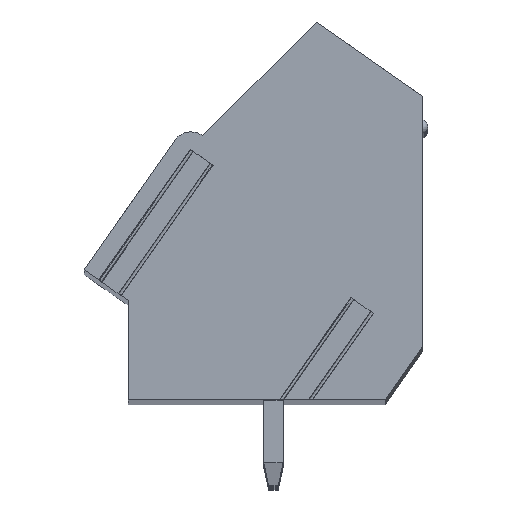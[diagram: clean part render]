
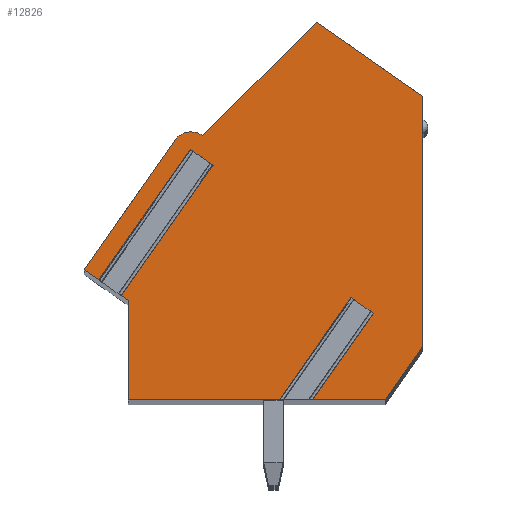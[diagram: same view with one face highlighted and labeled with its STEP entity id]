
A CAD part, top view. The second image highlights one B-rep face of the part: STEP entity #12826.
In plain terms, the highlighted planar face has unit normal (0, 0, 1).
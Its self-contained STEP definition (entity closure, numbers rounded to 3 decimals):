
#14=DIRECTION('',(-0.819,0.574,0.));
#15=VECTOR('',#14,1.085);
#16=CARTESIAN_POINT('',(4.498,-3.239,114.3));
#17=LINE('',#16,#15);
#18=DIRECTION('',(-0.574,-0.819,0.));
#19=VECTOR('',#18,5.115);
#20=CARTESIAN_POINT('',(3.61,-2.616,114.3));
#21=LINE('',#20,#19);
#22=DIRECTION('',(1.,0.,0.));
#23=VECTOR('',#22,6.246);
#24=CARTESIAN_POINT('',(-5.57,-6.807,114.3));
#25=LINE('',#24,#23);
#26=DIRECTION('',(0.,-1.,0.));
#27=VECTOR('',#26,4.087);
#28=CARTESIAN_POINT('',(-5.57,-2.72,114.3));
#29=LINE('',#28,#27);
#30=DIRECTION('',(0.819,-0.574,0.));
#31=VECTOR('',#30,0.355);
#32=CARTESIAN_POINT('',(-5.861,-2.516,114.3));
#33=LINE('',#32,#31);
#34=DIRECTION('',(-0.574,-0.819,0.));
#35=VECTOR('',#34,6.55);
#36=CARTESIAN_POINT('',(-2.104,2.849,114.3));
#37=LINE('',#36,#35);
#38=DIRECTION('',(-0.819,0.574,0.));
#39=VECTOR('',#38,1.085);
#40=CARTESIAN_POINT('',(-2.104,2.849,114.3));
#41=LINE('',#40,#39);
#42=DIRECTION('',(-0.574,-0.819,0.));
#43=VECTOR('',#42,6.55);
#44=CARTESIAN_POINT('',(-2.993,3.471,114.3));
#45=LINE('',#44,#43);
#46=DIRECTION('',(0.819,-0.574,0.));
#47=VECTOR('',#46,0.757);
#48=CARTESIAN_POINT('',(-7.37,-1.46,114.3));
#49=LINE('',#48,#47);
#50=DIRECTION('',(-0.574,-0.819,0.));
#51=VECTOR('',#50,6.486);
#52=CARTESIAN_POINT('',(-3.65,3.853,114.3));
#53=LINE('',#52,#51);
#54=CARTESIAN_POINT('',(-2.986,3.406,114.3));
#55=DIRECTION('',(0.,0.,1.));
#56=DIRECTION('',(0.598,0.802,0.));
#57=AXIS2_PLACEMENT_3D('',#54,#55,#56);
#59=DIRECTION('',(-0.707,-0.707,0.));
#60=VECTOR('',#59,6.609);
#61=CARTESIAN_POINT('',(2.165,8.721,114.3));
#62=LINE('',#61,#60);
#63=DIRECTION('',(-0.819,0.574,0.));
#64=VECTOR('',#63,5.329);
#65=CARTESIAN_POINT('',(6.53,5.664,114.3));
#66=LINE('',#65,#64);
#67=DIRECTION('',(0.,1.,0.));
#68=VECTOR('',#67,10.286);
#69=CARTESIAN_POINT('',(6.53,-4.622,114.3));
#70=LINE('',#69,#68);
#71=DIRECTION('',(0.574,0.819,0.));
#72=VECTOR('',#71,2.667);
#73=CARTESIAN_POINT('',(5.,-6.807,114.3));
#74=LINE('',#73,#72);
#75=DIRECTION('',(1.,0.,0.));
#76=VECTOR('',#75,3.);
#77=CARTESIAN_POINT('',(2.,-6.807,114.3));
#78=LINE('',#77,#76);
#79=DIRECTION('',(-0.574,-0.819,0.));
#80=VECTOR('',#79,4.355);
#81=CARTESIAN_POINT('',(4.498,-3.239,114.3));
#82=LINE('',#81,#80);
#10064=CARTESIAN_POINT('',(-2.508,4.048,114.3));
#10065=CARTESIAN_POINT('',(-3.65,3.853,114.3));
#10066=VERTEX_POINT('',#10064);
#10067=VERTEX_POINT('',#10065);
#10068=CARTESIAN_POINT('',(-7.37,-1.46,114.3));
#10069=VERTEX_POINT('',#10068);
#10070=CARTESIAN_POINT('',(-5.57,-2.72,114.3));
#10071=CARTESIAN_POINT('',(-5.57,-6.807,114.3));
#10072=VERTEX_POINT('',#10070);
#10073=VERTEX_POINT('',#10071);
#10074=CARTESIAN_POINT('',(5.,-6.807,114.3));
#10075=CARTESIAN_POINT('',(6.53,-4.622,114.3));
#10076=VERTEX_POINT('',#10074);
#10077=VERTEX_POINT('',#10075);
#10078=CARTESIAN_POINT('',(6.53,5.664,114.3));
#10079=VERTEX_POINT('',#10078);
#10080=CARTESIAN_POINT('',(2.165,8.721,114.3));
#10081=VERTEX_POINT('',#10080);
#10208=CARTESIAN_POINT('',(-2.104,2.849,
114.3));
#10209=CARTESIAN_POINT('',(-2.993,3.471,
114.3));
#10210=VERTEX_POINT('',#10208);
#10211=VERTEX_POINT('',#10209);
#10212=CARTESIAN_POINT('',(-5.861,-2.516,
114.3));
#10213=VERTEX_POINT('',#10212);
#10214=CARTESIAN_POINT('',(-6.75,-1.894,
114.3));
#10215=VERTEX_POINT('',#10214);
#10263=CARTESIAN_POINT('',(4.498,-3.239,114.3));
#10264=CARTESIAN_POINT('',(3.61,-2.616,114.3));
#10265=VERTEX_POINT('',#10263);
#10266=VERTEX_POINT('',#10264);
#10267=CARTESIAN_POINT('',(2.,-6.807,114.3));
#10268=VERTEX_POINT('',#10267);
#10269=CARTESIAN_POINT('',(0.676,-6.807,114.3));
#10270=VERTEX_POINT('',#10269);
#12785=CARTESIAN_POINT('',(0.,0.,114.3));
#12786=DIRECTION('',(0.,0.,1.));
#12787=DIRECTION('',(1.,0.,0.));
#12788=AXIS2_PLACEMENT_3D('',#12785,#12786,#12787);
#12789=PLANE('',#12788);
#12791=ORIENTED_EDGE('',*,*,#12790,.T.);
#12793=ORIENTED_EDGE('',*,*,#12792,.T.);
#12795=ORIENTED_EDGE('',*,*,#12794,.F.);
#12797=ORIENTED_EDGE('',*,*,#12796,.F.);
#12799=ORIENTED_EDGE('',*,*,#12798,.F.);
#12801=ORIENTED_EDGE('',*,*,#12800,.F.);
#12803=ORIENTED_EDGE('',*,*,#12802,.T.);
#12805=ORIENTED_EDGE('',*,*,#12804,.T.);
#12807=ORIENTED_EDGE('',*,*,#12806,.F.);
#12809=ORIENTED_EDGE('',*,*,#12808,.F.);
#12811=ORIENTED_EDGE('',*,*,#12810,.F.);
#12813=ORIENTED_EDGE('',*,*,#12812,.F.);
#12815=ORIENTED_EDGE('',*,*,#12814,.F.);
#12817=ORIENTED_EDGE('',*,*,#12816,.F.);
#12819=ORIENTED_EDGE('',*,*,#12818,.F.);
#12821=ORIENTED_EDGE('',*,*,#12820,.F.);
#12823=ORIENTED_EDGE('',*,*,#12822,.F.);
#12824=EDGE_LOOP('',(#12791,#12793,#12795,#12797,#12799,#12801,#12803,#12805,
#12807,#12809,#12811,#12813,#12815,#12817,#12819,#12821,#12823));
#12825=FACE_OUTER_BOUND('',#12824,.F.);
#58=CIRCLE('',#57,0.8);
#12790=EDGE_CURVE('',#10265,#10266,#17,.T.);
#12792=EDGE_CURVE('',#10266,#10270,#21,.T.);
#12794=EDGE_CURVE('',#10073,#10270,#25,.T.);
#12796=EDGE_CURVE('',#10072,#10073,#29,.T.);
#12798=EDGE_CURVE('',#10213,#10072,#33,.T.);
#12800=EDGE_CURVE('',#10210,#10213,#37,.T.);
#12802=EDGE_CURVE('',#10210,#10211,#41,.T.);
#12804=EDGE_CURVE('',#10211,#10215,#45,.T.);
#12806=EDGE_CURVE('',#10069,#10215,#49,.T.);
#12808=EDGE_CURVE('',#10067,#10069,#53,.T.);
#12810=EDGE_CURVE('',#10066,#10067,#58,.T.);
#12812=EDGE_CURVE('',#10081,#10066,#62,.T.);
#12814=EDGE_CURVE('',#10079,#10081,#66,.T.);
#12816=EDGE_CURVE('',#10077,#10079,#70,.T.);
#12818=EDGE_CURVE('',#10076,#10077,#74,.T.);
#12820=EDGE_CURVE('',#10268,#10076,#78,.T.);
#12822=EDGE_CURVE('',#10265,#10268,#82,.T.);
#12826=ADVANCED_FACE('',(#12825),#12789,.T.);
